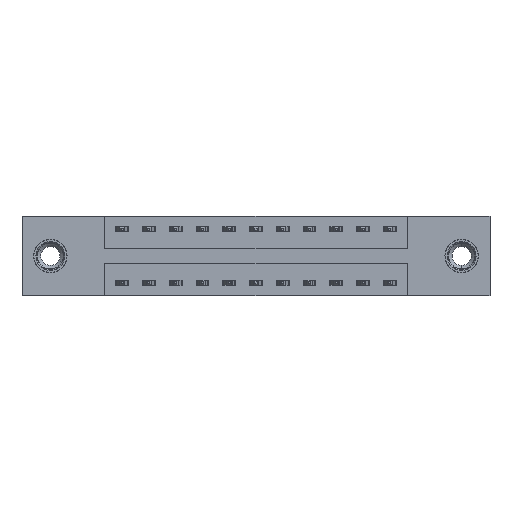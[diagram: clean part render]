
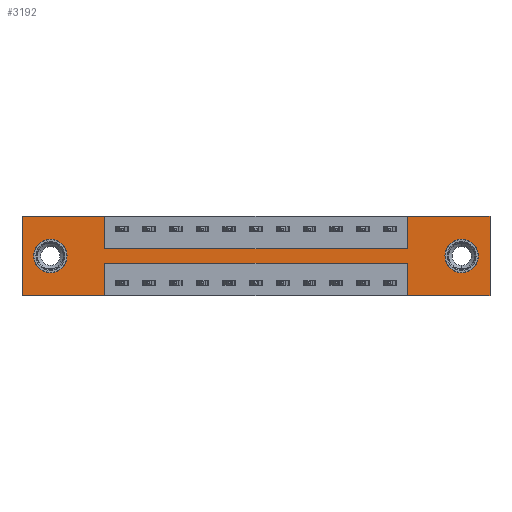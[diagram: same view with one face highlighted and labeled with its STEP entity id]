
A CAD part, front view. The second image highlights one B-rep face of the part: STEP entity #3192.
In plain terms, the highlighted planar face has unit normal (0, -1, 0).
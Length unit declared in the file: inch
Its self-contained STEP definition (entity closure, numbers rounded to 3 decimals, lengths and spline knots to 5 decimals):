
#16 = EDGE_CURVE ( 'NONE', #6033, #6931, #2788, .T. ) ;
#36 = VERTEX_POINT ( 'NONE', #2901 ) ;
#202 = DIRECTION ( 'NONE',  ( 0., 0., -1. ) ) ;
#354 = ORIENTED_EDGE ( 'NONE', *, *, #7557, .F. ) ;
#413 = VECTOR ( 'NONE', #792, 39.37008 ) ;
#469 = LINE ( 'NONE', #8283, #6130 ) ;
#526 = VERTEX_POINT ( 'NONE', #6764 ) ;
#573 = VERTEX_POINT ( 'NONE', #11574 ) ;
#624 = VERTEX_POINT ( 'NONE', #944 ) ;
#769 = CARTESIAN_POINT ( 'NONE',  ( 0.3875, 0., 0. ) ) ;
#792 = DIRECTION ( 'NONE',  ( 0., 0., -1. ) ) ;
#944 = CARTESIAN_POINT ( 'NONE',  ( 0., 0., 0. ) ) ;
#975 = EDGE_CURVE ( 'NONE', #10698, #36, #7812, .T. ) ;
#1030 = ORIENTED_EDGE ( 'NONE', *, *, #11135, .F. ) ;
#1316 = LINE ( 'NONE', #12134, #9474 ) ;
#1360 = VERTEX_POINT ( 'NONE', #11505 ) ;
#1517 = CARTESIAN_POINT ( 'NONE',  ( 0.1325, 0., -0.185 ) ) ;
#1851 = DIRECTION ( 'NONE',  ( 0., 0., -1. ) ) ;
#1905 = EDGE_CURVE ( 'NONE', #6931, #6033, #5687, .T. ) ;
#1996 = CARTESIAN_POINT ( 'NONE',  ( 2.185, 0., 0. ) ) ;
#2046 = EDGE_LOOP ( 'NONE', ( #3785, #12084 ) ) ;
#2056 = ORIENTED_EDGE ( 'NONE', *, *, #1905, .T. ) ;
#2126 = DIRECTION ( 'NONE',  ( -1., 0., 0. ) ) ;
#2179 = VERTEX_POINT ( 'NONE', #7012 ) ;
#2304 = CARTESIAN_POINT ( 'NONE',  ( 1.7975, 0., -0.22 ) ) ;
#2317 = CARTESIAN_POINT ( 'NONE',  ( 2.185, 0., 0. ) ) ;
#2397 = VERTEX_POINT ( 'NONE', #2304 ) ;
#2405 = VECTOR ( 'NONE', #6502, 39.37008 ) ;
#2590 = CIRCLE ( 'NONE', #5760, 0.078 ) ;
#2650 = EDGE_CURVE ( 'NONE', #4024, #2179, #469, .T. ) ;
#2710 = EDGE_CURVE ( 'NONE', #10705, #1360, #10866, .T. ) ;
#2762 = CARTESIAN_POINT ( 'NONE',  ( 2.0525, 0., -0.107 ) ) ;
#2784 = CARTESIAN_POINT ( 'NONE',  ( 0., 0., 0. ) ) ;
#2788 = CIRCLE ( 'NONE', #4430, 0.078 ) ;
#2854 = FACE_BOUND ( 'NONE', #7971, .T. ) ;
#2901 = CARTESIAN_POINT ( 'NONE',  ( 2.185, 0., -0.37 ) ) ;
#2938 = LINE ( 'NONE', #3134, #12441 ) ;
#3004 = CARTESIAN_POINT ( 'NONE',  ( 1.7975, 0., 0. ) ) ;
#3086 = CIRCLE ( 'NONE', #4714, 0.078 ) ;
#3089 = ORIENTED_EDGE ( 'NONE', *, *, #9402, .F. ) ;
#3134 = CARTESIAN_POINT ( 'NONE',  ( 0.3875, 0., -0.22 ) ) ;
#3192 = ADVANCED_FACE ( 'NONE', ( #2854, #12431, #9344 ), #9544, .T. ) ;
#3261 = DIRECTION ( 'NONE',  ( 0., 0., 1. ) ) ;
#3267 = EDGE_LOOP ( 'NONE', ( #3089, #5442, #11989, #9747, #8756, #5044, #1030, #10035, #6267, #4155, #354, #6113 ) ) ;
#3469 = DIRECTION ( 'NONE',  ( 0., 0., 1. ) ) ;
#3492 = CARTESIAN_POINT ( 'NONE',  ( 0., 0., -0.37 ) ) ;
#3520 = VERTEX_POINT ( 'NONE', #6029 ) ;
#3558 = CARTESIAN_POINT ( 'NONE',  ( 0., 0., 0. ) ) ;
#3634 = CARTESIAN_POINT ( 'NONE',  ( 0.3875, 0., 0. ) ) ;
#3736 = VECTOR ( 'NONE', #6487, 39.37008 ) ;
#3752 = CARTESIAN_POINT ( 'NONE',  ( 0.3875, 0., -0.37 ) ) ;
#3785 = ORIENTED_EDGE ( 'NONE', *, *, #8336, .T. ) ;
#3835 = VECTOR ( 'NONE', #11953, 39.37008 ) ;
#4024 = VERTEX_POINT ( 'NONE', #11232 ) ;
#4155 = ORIENTED_EDGE ( 'NONE', *, *, #11496, .F. ) ;
#4239 = CARTESIAN_POINT ( 'NONE',  ( 0.3875, 0., -0.22 ) ) ;
#4274 = EDGE_CURVE ( 'NONE', #7621, #10698, #6927, .T. ) ;
#4333 = LINE ( 'NONE', #3492, #7974 ) ;
#4430 = AXIS2_PLACEMENT_3D ( 'NONE', #6782, #9207, #1851 ) ;
#4468 = CARTESIAN_POINT ( 'NONE',  ( 2.0525, 0., -0.185 ) ) ;
#4551 = VECTOR ( 'NONE', #4776, 39.37008 ) ;
#4714 = AXIS2_PLACEMENT_3D ( 'NONE', #1517, #8449, #11257 ) ;
#4776 = DIRECTION ( 'NONE',  ( 1., 0., 0. ) ) ;
#5044 = ORIENTED_EDGE ( 'NONE', *, *, #4274, .F. ) ;
#5320 = CARTESIAN_POINT ( 'NONE',  ( 0., 0., 0. ) ) ;
#5442 = ORIENTED_EDGE ( 'NONE', *, *, #6663, .F. ) ;
#5461 = AXIS2_PLACEMENT_3D ( 'NONE', #12547, #8470, #12300 ) ;
#5687 = CIRCLE ( 'NONE', #11308, 0.078 ) ;
#5760 = AXIS2_PLACEMENT_3D ( 'NONE', #11924, #10066, #3261 ) ;
#6029 = CARTESIAN_POINT ( 'NONE',  ( 0.1325, 0., -0.107 ) ) ;
#6033 = VERTEX_POINT ( 'NONE', #2762 ) ;
#6090 = CARTESIAN_POINT ( 'NONE',  ( 0.3875, 0., -0.15 ) ) ;
#6113 = ORIENTED_EDGE ( 'NONE', *, *, #2650, .F. ) ;
#6130 = VECTOR ( 'NONE', #12166, 39.37008 ) ;
#6267 = ORIENTED_EDGE ( 'NONE', *, *, #11573, .F. ) ;
#6314 = LINE ( 'NONE', #5320, #6481 ) ;
#6339 = VECTOR ( 'NONE', #9920, 39.37008 ) ;
#6481 = VECTOR ( 'NONE', #9112, 39.37008 ) ;
#6487 = DIRECTION ( 'NONE',  ( 0., 0., 1. ) ) ;
#6502 = DIRECTION ( 'NONE',  ( 0., 0., -1. ) ) ;
#6663 = EDGE_CURVE ( 'NONE', #2397, #9796, #2938, .T. ) ;
#6764 = CARTESIAN_POINT ( 'NONE',  ( 0.1325, 0., -0.263 ) ) ;
#6782 = CARTESIAN_POINT ( 'NONE',  ( 2.0525, 0., -0.185 ) ) ;
#6927 = LINE ( 'NONE', #2784, #4551 ) ;
#6931 = VERTEX_POINT ( 'NONE', #8882 ) ;
#7012 = CARTESIAN_POINT ( 'NONE',  ( 0., 0., -0.37 ) ) ;
#7493 = DIRECTION ( 'NONE',  ( 0., 1., 0. ) ) ;
#7537 = VECTOR ( 'NONE', #202, 39.37008 ) ;
#7557 = EDGE_CURVE ( 'NONE', #2179, #624, #8413, .T. ) ;
#7621 = VERTEX_POINT ( 'NONE', #3004 ) ;
#7622 = LINE ( 'NONE', #3752, #2405 ) ;
#7812 = LINE ( 'NONE', #1996, #7537 ) ;
#7971 = EDGE_LOOP ( 'NONE', ( #10511, #2056 ) ) ;
#7974 = VECTOR ( 'NONE', #12153, 39.37008 ) ;
#8002 = EDGE_CURVE ( 'NONE', #36, #573, #4333, .T. ) ;
#8075 = VERTEX_POINT ( 'NONE', #769 ) ;
#8283 = CARTESIAN_POINT ( 'NONE',  ( 0., 0., -0.37 ) ) ;
#8336 = EDGE_CURVE ( 'NONE', #3520, #526, #3086, .T. ) ;
#8413 = LINE ( 'NONE', #3558, #3736 ) ;
#8449 = DIRECTION ( 'NONE',  ( 0., 1., 0. ) ) ;
#8470 = DIRECTION ( 'NONE',  ( 0., -1., 0. ) ) ;
#8756 = ORIENTED_EDGE ( 'NONE', *, *, #975, .F. ) ;
#8827 = EDGE_CURVE ( 'NONE', #573, #2397, #1316, .T. ) ;
#8882 = CARTESIAN_POINT ( 'NONE',  ( 2.0525, 0., -0.263 ) ) ;
#9112 = DIRECTION ( 'NONE',  ( 1., 0., 0. ) ) ;
#9207 = DIRECTION ( 'NONE',  ( 0., 1., 0. ) ) ;
#9344 = FACE_OUTER_BOUND ( 'NONE', #3267, .T. ) ;
#9364 = LINE ( 'NONE', #3634, #413 ) ;
#9402 = EDGE_CURVE ( 'NONE', #9796, #4024, #7622, .T. ) ;
#9474 = VECTOR ( 'NONE', #3469, 39.37008 ) ;
#9544 = PLANE ( 'NONE',  #5461 ) ;
#9747 = ORIENTED_EDGE ( 'NONE', *, *, #8002, .F. ) ;
#9796 = VERTEX_POINT ( 'NONE', #4239 ) ;
#9858 = LINE ( 'NONE', #11783, #3835 ) ;
#9920 = DIRECTION ( 'NONE',  ( 1., 0., 0. ) ) ;
#10035 = ORIENTED_EDGE ( 'NONE', *, *, #2710, .F. ) ;
#10066 = DIRECTION ( 'NONE',  ( 0., 1., 0. ) ) ;
#10181 = DIRECTION ( 'NONE',  ( 0., 0., -1. ) ) ;
#10511 = ORIENTED_EDGE ( 'NONE', *, *, #16, .T. ) ;
#10698 = VERTEX_POINT ( 'NONE', #2317 ) ;
#10705 = VERTEX_POINT ( 'NONE', #11857 ) ;
#10866 = LINE ( 'NONE', #6090, #6339 ) ;
#11135 = EDGE_CURVE ( 'NONE', #1360, #7621, #9858, .T. ) ;
#11232 = CARTESIAN_POINT ( 'NONE',  ( 0.3875, 0., -0.37 ) ) ;
#11257 = DIRECTION ( 'NONE',  ( 0., 0., 1. ) ) ;
#11308 = AXIS2_PLACEMENT_3D ( 'NONE', #4468, #7493, #10181 ) ;
#11496 = EDGE_CURVE ( 'NONE', #624, #8075, #6314, .T. ) ;
#11499 = EDGE_CURVE ( 'NONE', #526, #3520, #2590, .T. ) ;
#11505 = CARTESIAN_POINT ( 'NONE',  ( 1.7975, 0., -0.15 ) ) ;
#11573 = EDGE_CURVE ( 'NONE', #8075, #10705, #9364, .T. ) ;
#11574 = CARTESIAN_POINT ( 'NONE',  ( 1.7975, 0., -0.37 ) ) ;
#11783 = CARTESIAN_POINT ( 'NONE',  ( 1.7975, 0., 0. ) ) ;
#11857 = CARTESIAN_POINT ( 'NONE',  ( 0.3875, 0., -0.15 ) ) ;
#11924 = CARTESIAN_POINT ( 'NONE',  ( 0.1325, 0., -0.185 ) ) ;
#11953 = DIRECTION ( 'NONE',  ( 0., 0., 1. ) ) ;
#11989 = ORIENTED_EDGE ( 'NONE', *, *, #8827, .F. ) ;
#12084 = ORIENTED_EDGE ( 'NONE', *, *, #11499, .T. ) ;
#12134 = CARTESIAN_POINT ( 'NONE',  ( 1.7975, 0., -0.37 ) ) ;
#12153 = DIRECTION ( 'NONE',  ( -1., 0., 0. ) ) ;
#12166 = DIRECTION ( 'NONE',  ( -1., 0., 0. ) ) ;
#12300 = DIRECTION ( 'NONE',  ( 0., 0., -1. ) ) ;
#12431 = FACE_BOUND ( 'NONE', #2046, .T. ) ;
#12441 = VECTOR ( 'NONE', #2126, 39.37008 ) ;
#12547 = CARTESIAN_POINT ( 'NONE',  ( 0., 0., -0.37 ) ) ;
